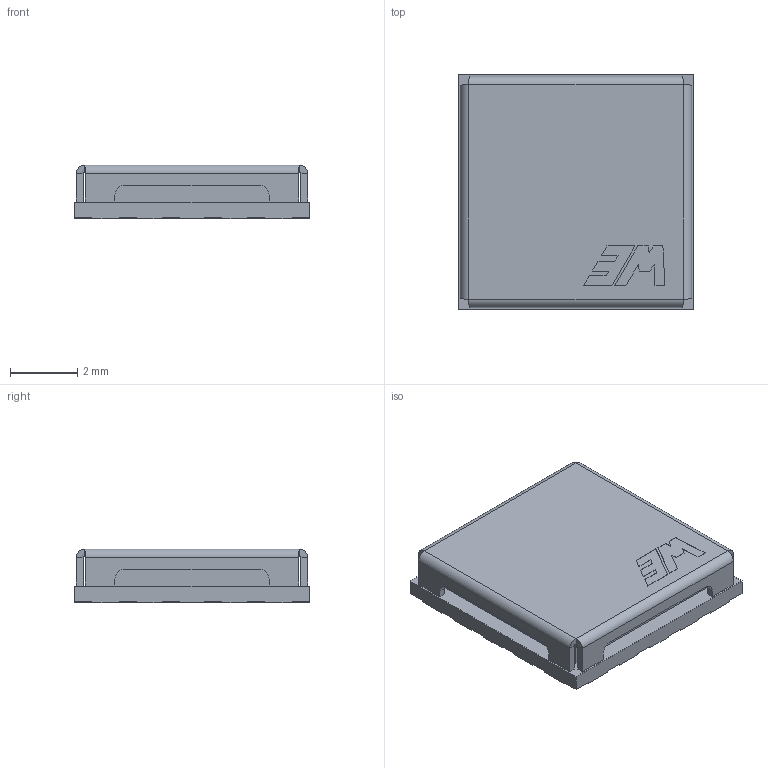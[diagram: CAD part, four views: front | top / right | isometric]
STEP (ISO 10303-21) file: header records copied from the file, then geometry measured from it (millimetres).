
FILE_DESCRIPTION(/* description */ ('Unknown'),/* implementation_level */ '2;1');
FILE_NAME(/* name */ '2614021137000',/* time_stamp */ '2020-02-21T10:20:57+01:00',/* author */ ('Unknown'),/* organization */ ('Unknown'),/* preprocessor_version */ 'ST-DEVELOPER v16.7',/* originating_system */ 'DEX',/* authorisation */ $);
FILE_SCHEMA (('AUTOMOTIVE_DESIGN {1 0 10303 214 3 1 1}'));
Length unit declared in the file: millimetre
Products named in the file (4): 2614021137000; Case; PCB; RTV
Assembly tree (3 placements, depth 2):
  2614021137000
    Case
    PCB
    RTV
Bounding box: 7 x 7 x 1.6 mm (x, y, z)
Volume: 61.4 mm3; surface area: 328.5 mm2
Topology: 3 solids, 3 shells, 177 faces, 470 edges, 303 vertices
Faces by surface type: plane 151, cylinder 18, bspline 8
Full cylindrical faces by diameter (mm): 0.508 x1, 0.606 x1
Entity records: 6265 total; most frequent: CARTESIAN_POINT 1278, ORIENTED_EDGE 934, DIRECTION 817, EDGE_CURVE 467, LINE 431, VECTOR 431, VERTEX_POINT 302, AXIS2_PLACEMENT_3D 193
